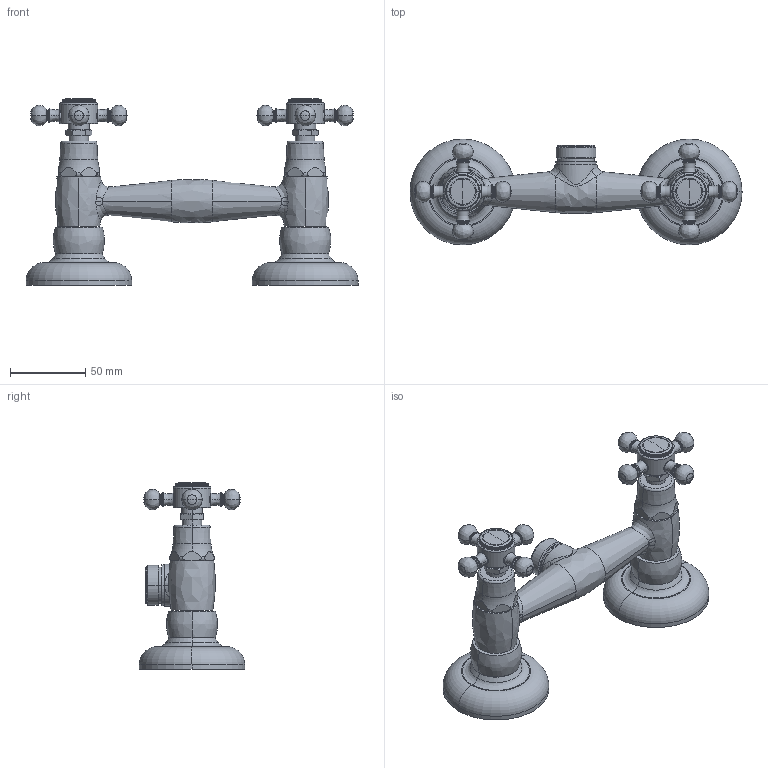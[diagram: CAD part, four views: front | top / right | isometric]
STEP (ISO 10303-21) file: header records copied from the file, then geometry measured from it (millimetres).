
FILE_DESCRIPTION((''),'2;1');
FILE_NAME('FBLV168RCR','2021-11-11T08:59:40',('ut3'),('PAFFONI SpA'),'CREO PARAMETRIC BY PTC INC, 2020044','CREO PARAMETRIC BY PTC INC, 2020044','');
FILE_SCHEMA(('CONFIG_CONTROL_DESIGN','SHAPE_APPEARANCE_LAYERS_GROUPS'));
Length unit declared in the file: millimetre
Products named in the file (1): FBLV168RCR
Bounding box: 220 x 70 x 123.7 mm (x, y, z)
Volume: 141674.2 mm3; surface area: 77888.5 mm2
Topology: 3 solids, 7 shells, 1080 faces, 2836 edges, 1800 vertices
Faces by surface type: plane 500, cylinder 320, torus 126, cone 66, bspline 48, sphere 20
Entity records: 46131 total; most frequent: CARTESIAN_POINT 11414, ORIENTED_EDGE 5632, DIRECTION 5372, EDGE_CURVE 2816, AXIS2_PLACEMENT_3D 2093, VERTEX_POINT 1800, FILL_AREA_STYLE_COLOUR 1275, FILL_AREA_STYLE 1275
